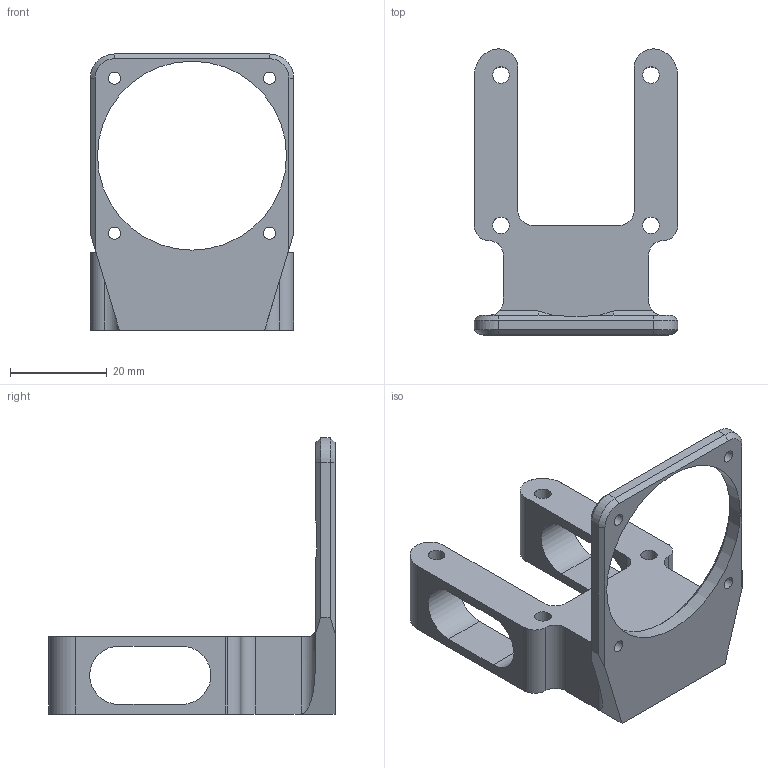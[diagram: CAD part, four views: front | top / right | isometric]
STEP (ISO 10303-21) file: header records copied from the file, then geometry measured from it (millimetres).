
FILE_DESCRIPTION(/* description */ (''),/* implementation_level */ '2;1');
FILE_NAME(/* name */ 'XY-Motor-Mount_w_fan v19.step',/* time_stamp */ '2018-03-02T20:07:51+01:00',/* author */ (''),/* organization */ (''),/* preprocessor_version */ 'ST-DEVELOPER v16.13',/* originating_system */ 'Autodesk Translation Framework v6.5.0.72',/* authorisation */ '');
FILE_SCHEMA (('AUTOMOTIVE_DESIGN { 1 0 10303 214 3 1 1 }'));
Length unit declared in the file: millimetre
Products named in the file (1): XY-Motor-Mount_w_fan
Bounding box: 42 x 59.06 x 57 mm (x, y, z)
Volume: 18463.8 mm3; surface area: 9415.2 mm2
Topology: 1 solids, 1 shells, 65 faces, 191 edges, 125 vertices
Faces by surface type: plane 31, cylinder 29, cone 5
Full cylindrical faces by diameter (mm): 2.5 x4, 3.4 x4, 39 x1
Entity records: 2258 total; most frequent: CARTESIAN_POINT 400, DIRECTION 388, ORIENTED_EDGE 382, EDGE_CURVE 191, AXIS2_PLACEMENT_3D 140, VERTEX_POINT 125, LINE 108, VECTOR 108
